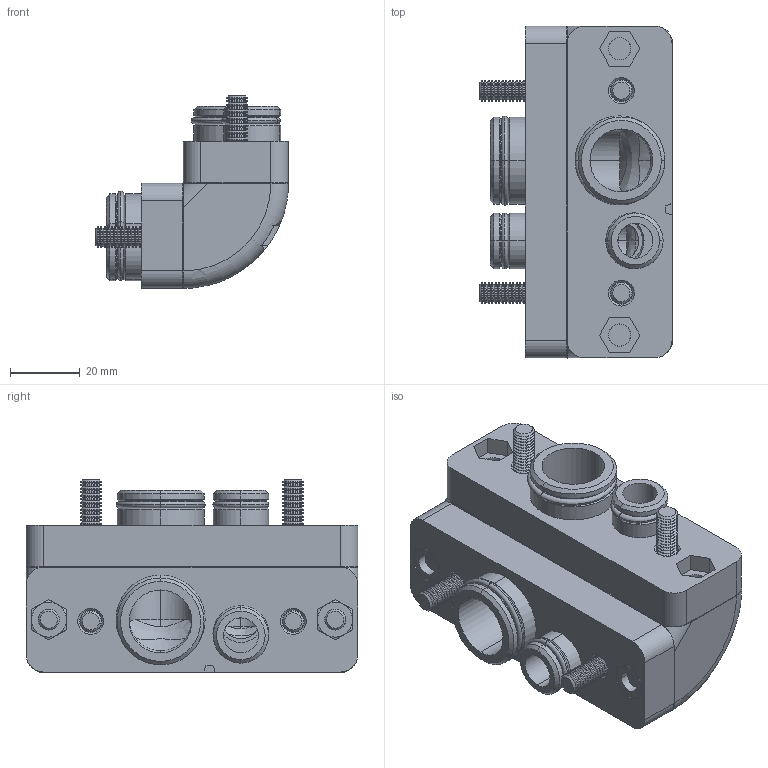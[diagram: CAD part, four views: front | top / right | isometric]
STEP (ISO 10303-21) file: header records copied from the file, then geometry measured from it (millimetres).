
FILE_DESCRIPTION (( 'STEP AP214' ), '1' );
FILE_NAME ('SIC-M213.025.016 .STEP', '2019-02-19T11:33:20', ( '' ), ( '' ), 'SwSTEP 2.0', 'SolidWorks 2018', '' );
FILE_SCHEMA (( 'AUTOMOTIVE_DESIGN' ));
Length unit declared in the file: millimetre
Products named in the file (1): SIC-M213.025.016 
Bounding box: 55 x 95 x 55 mm (x, y, z)
Volume: 117489.1 mm3; surface area: 51445 mm2
Topology: 19 solids, 19 shells, 1455 faces, 3665 edges, 2264 vertices
Faces by surface type: cone 722, cylinder 449, plane 224, torus 58, bspline 2
Entity records: 61244 total; most frequent: CARTESIAN_POINT 8603, DIRECTION 8521, ORIENTED_EDGE 7306, EDGE_CURVE 3653, AXIS2_PLACEMENT_3D 3516, VERTEX_POINT 2264, CIRCLE 2062, EDGE_LOOP 1539
